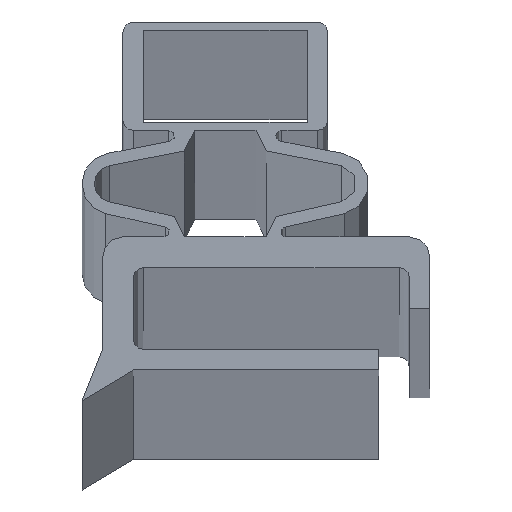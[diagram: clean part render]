
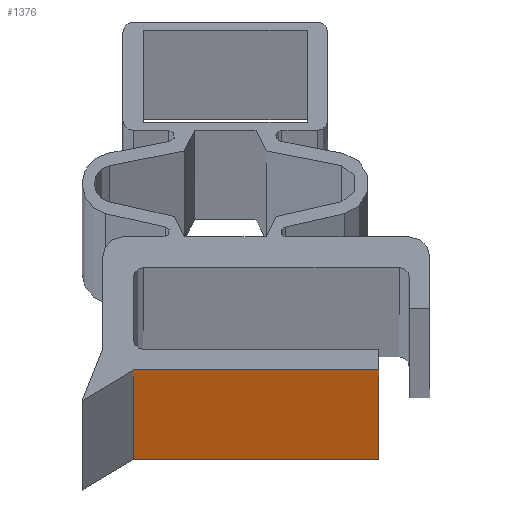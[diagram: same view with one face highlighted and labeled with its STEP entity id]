
A CAD part, top view. The second image highlights one B-rep face of the part: STEP entity #1376.
In plain terms, the highlighted planar face has unit normal (0, -1, 0).
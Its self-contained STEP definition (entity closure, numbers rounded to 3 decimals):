
#156 = AXIS2_PLACEMENT_3D ( 'NONE', #1516, #1517, #1518 ) ;
#160 = FACE_OUTER_BOUND ( 'NONE', #623, .T. ) ;
#191 = VECTOR ( 'NONE', #1463, 1000. ) ;
#240 = VECTOR ( 'NONE', #1695, 1000. ) ;
#267 = EDGE_CURVE ( 'NONE', #648, #647, #1693, .T. ) ;
#311 = ORIENTED_EDGE ( 'NONE', *, *, #1160, .F. ) ;
#313 = ORIENTED_EDGE ( 'NONE', *, *, #267, .T. ) ;
#314 = ORIENTED_EDGE ( 'NONE', *, *, #726, .F. ) ;
#316 = ORIENTED_EDGE ( 'NONE', *, *, #725, .T. ) ;
#604 = VERTEX_POINT ( 'NONE', #1832 ) ;
#623 = EDGE_LOOP ( 'NONE', ( #313, #314, #311, #316 ) ) ;
#647 = VERTEX_POINT ( 'NONE', #1850 ) ;
#648 = VERTEX_POINT ( 'NONE', #1851 ) ;
#725 = EDGE_CURVE ( 'NONE', #604, #648, #1930, .T. ) ;
#726 = EDGE_CURVE ( 'NONE', #1604, #647, #1933, .T. ) ;
#980 = CARTESIAN_POINT ( 'NONE',  ( 7.5, -17., 1250. ) ) ;
#1160 = EDGE_CURVE ( 'NONE', #604, #1604, #1461, .T. ) ;
#1376 = ADVANCED_FACE ( 'NONE', ( #160 ), #1515, .F. ) ;
#1461 = LINE ( 'NONE', #1462, #191 ) ;
#1462 = CARTESIAN_POINT ( 'NONE',  ( 7.5, -17., 1250. ) ) ;
#1463 = DIRECTION ( 'NONE',  ( 1., 0., 0. ) ) ;
#1515 = PLANE ( 'NONE',  #156 ) ;
#1516 = CARTESIAN_POINT ( 'NONE',  ( 7.5, -17., 1250. ) ) ;
#1517 = DIRECTION ( 'NONE',  ( 0., 1., 0. ) ) ;
#1518 = DIRECTION ( 'NONE',  ( 0., 0., 1. ) ) ;
#1604 = VERTEX_POINT ( 'NONE', #980 ) ;
#1693 = LINE ( 'NONE', #1694, #240 ) ;
#1694 = CARTESIAN_POINT ( 'NONE',  ( 7.5, -17., -1250. ) ) ;
#1695 = DIRECTION ( 'NONE',  ( 1., 0., 0. ) ) ;
#1803 = VECTOR ( 'NONE', #1932, 1000. ) ;
#1810 = VECTOR ( 'NONE', #1935, 1000. ) ;
#1832 = CARTESIAN_POINT ( 'NONE',  ( -4.5, -17., 1250. ) ) ;
#1850 = CARTESIAN_POINT ( 'NONE',  ( 7.5, -17., -1250. ) ) ;
#1851 = CARTESIAN_POINT ( 'NONE',  ( -4.5, -17., -1250. ) ) ;
#1930 = LINE ( 'NONE', #1931, #1803 ) ;
#1931 = CARTESIAN_POINT ( 'NONE',  ( -4.5, -17., 1250. ) ) ;
#1932 = DIRECTION ( 'NONE',  ( 0., 0., -1. ) ) ;
#1933 = LINE ( 'NONE', #1934, #1810 ) ;
#1934 = CARTESIAN_POINT ( 'NONE',  ( 7.5, -17., 1250. ) ) ;
#1935 = DIRECTION ( 'NONE',  ( 0., 0., -1. ) ) ;
